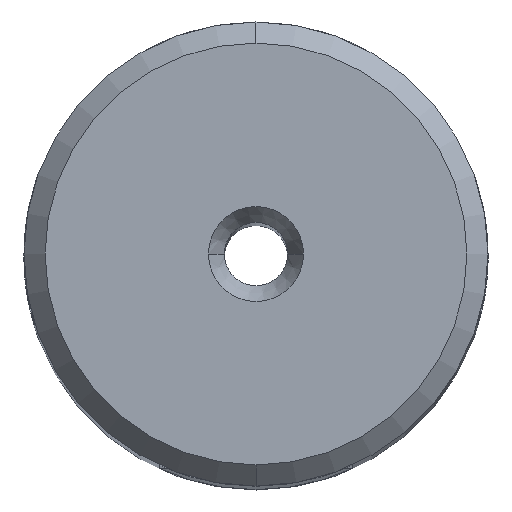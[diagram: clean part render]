
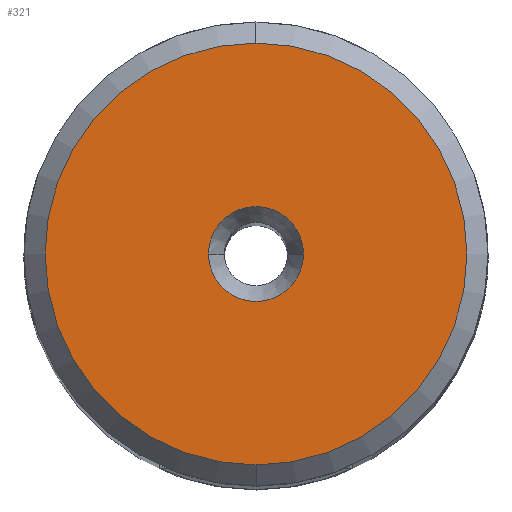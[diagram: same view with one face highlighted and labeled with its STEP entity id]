
A CAD part, top view. The second image highlights one B-rep face of the part: STEP entity #321.
In plain terms, the highlighted planar face has unit normal (0, 0, 1).
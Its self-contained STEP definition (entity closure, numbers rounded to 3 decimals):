
#33=PLANE('',#1234);
#77=FACE_BOUND('',#443,.T.);
#78=FACE_BOUND('',#444,.T.);
#321=ADVANCED_FACE('',(#77,#78),#33,.T.);
#443=EDGE_LOOP('',(#687,#688));
#444=EDGE_LOOP('',(#689,#690));
#687=ORIENTED_EDGE('',*,*,#1072,.T.);
#688=ORIENTED_EDGE('',*,*,#963,.T.);
#689=ORIENTED_EDGE('',*,*,#1073,.F.);
#690=ORIENTED_EDGE('',*,*,#970,.F.);
#849=VERTEX_POINT('',#1810);
#850=VERTEX_POINT('',#1811);
#856=VERTEX_POINT('',#1824);
#857=VERTEX_POINT('',#1826);
#963=EDGE_CURVE('',#849,#850,#1105,.T.);
#970=EDGE_CURVE('',#856,#857,#1109,.T.);
#1072=EDGE_CURVE('',#850,#849,#1131,.T.);
#1073=EDGE_CURVE('',#857,#856,#1132,.T.);
#1105=CIRCLE('',#1182,10.);
#1109=CIRCLE('',#1187,2.25);
#1131=CIRCLE('',#1232,10.);
#1132=CIRCLE('',#1233,2.25);
#1182=AXIS2_PLACEMENT_3D('',#1809,#1338,#1339);
#1187=AXIS2_PLACEMENT_3D('',#1825,#1351,#1352);
#1232=AXIS2_PLACEMENT_3D('',#2434,#1474,#1475);
#1233=AXIS2_PLACEMENT_3D('',#2435,#1476,#1477);
#1234=AXIS2_PLACEMENT_3D('',#2436,#1478,#1479);
#1338=DIRECTION('',(0.,0.,1.));
#1339=DIRECTION('',(0.,1.,0.));
#1351=DIRECTION('',(0.,0.,1.));
#1352=DIRECTION('',(1.,0.,0.));
#1474=DIRECTION('',(0.,0.,1.));
#1475=DIRECTION('',(0.,1.,0.));
#1476=DIRECTION('',(0.,0.,1.));
#1477=DIRECTION('',(1.,0.,0.));
#1478=DIRECTION('',(0.,0.,1.));
#1479=DIRECTION('',(-1.,0.,0.));
#1809=CARTESIAN_POINT('',(0.,0.,0.));
#1810=CARTESIAN_POINT('',(0.,10.,0.));
#1811=CARTESIAN_POINT('',(0.,-10.,0.));
#1824=CARTESIAN_POINT('',(-2.25,0.,0.));
#1825=CARTESIAN_POINT('',(0.,0.,0.));
#1826=CARTESIAN_POINT('',(2.25,0.,0.));
#2434=CARTESIAN_POINT('',(0.,0.,0.));
#2435=CARTESIAN_POINT('',(0.,0.,0.));
#2436=CARTESIAN_POINT('',(0.,11.,0.));
